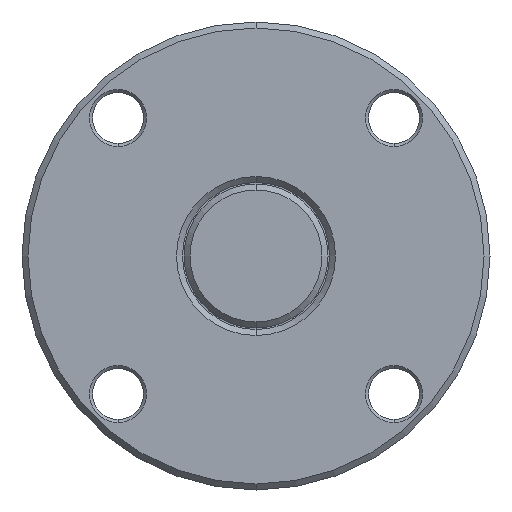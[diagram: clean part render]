
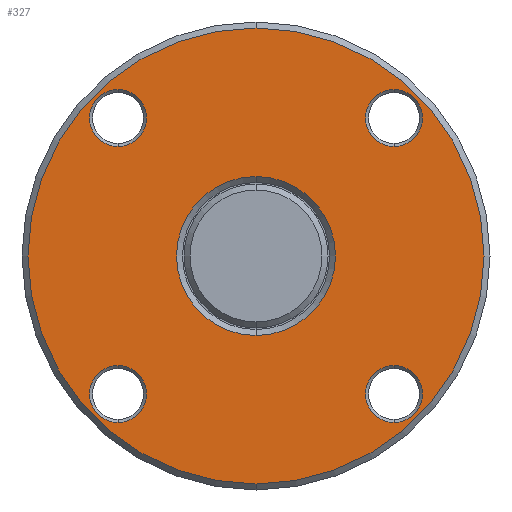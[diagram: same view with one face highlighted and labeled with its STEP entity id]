
A CAD part, front view. The second image highlights one B-rep face of the part: STEP entity #327.
In plain terms, the highlighted planar face has unit normal (0, -1, 0).
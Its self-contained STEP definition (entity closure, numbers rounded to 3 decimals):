
#28 = CIRCLE ( 'NONE', #8000, 4.75 ) ;
#239 = AXIS2_PLACEMENT_3D ( 'NONE', #1635, #7571, #2481 ) ;
#282 = CIRCLE ( 'NONE', #7090, 38. ) ;
#327 = ADVANCED_FACE ( 'NONE', ( #1267, #10033, #10310, #3525, #7768, #5511 ), #1661, .F. ) ;
#572 = DIRECTION ( 'NONE',  ( 0., 1., 0. ) ) ;
#611 = VERTEX_POINT ( 'NONE', #4658 ) ;
#614 = CARTESIAN_POINT ( 'NONE',  ( -23., 0., -18.25 ) ) ;
#688 = DIRECTION ( 'NONE',  ( 0., 0., 1. ) ) ;
#692 = EDGE_CURVE ( 'NONE', #9422, #3487, #8179, .T. ) ;
#735 = CARTESIAN_POINT ( 'NONE',  ( -23., 0., 27.75 ) ) ;
#1021 = ORIENTED_EDGE ( 'NONE', *, *, #10136, .T. ) ;
#1142 = DIRECTION ( 'NONE',  ( 0., 1., 0. ) ) ;
#1267 = FACE_BOUND ( 'NONE', #3715, .T. ) ;
#1372 = DIRECTION ( 'NONE',  ( 0., 1., 0. ) ) ;
#1511 = EDGE_CURVE ( 'NONE', #2655, #5477, #2697, .T. ) ;
#1531 = EDGE_LOOP ( 'NONE', ( #7595, #8604 ) ) ;
#1576 = ORIENTED_EDGE ( 'NONE', *, *, #7766, .T. ) ;
#1621 = CARTESIAN_POINT ( 'NONE',  ( 0., 0., 0. ) ) ;
#1632 = CIRCLE ( 'NONE', #7472, 4.75 ) ;
#1635 = CARTESIAN_POINT ( 'NONE',  ( 0., 0., 0. ) ) ;
#1661 = PLANE ( 'NONE',  #10404 ) ;
#1736 = VERTEX_POINT ( 'NONE', #5831 ) ;
#1739 = EDGE_CURVE ( 'NONE', #611, #8825, #1632, .T. ) ;
#2086 = AXIS2_PLACEMENT_3D ( 'NONE', #10882, #5775, #688 ) ;
#2105 = CIRCLE ( 'NONE', #7370, 4.75 ) ;
#2350 = AXIS2_PLACEMENT_3D ( 'NONE', #7309, #3606, #8385 ) ;
#2370 = EDGE_LOOP ( 'NONE', ( #10661, #8505 ) ) ;
#2374 = CARTESIAN_POINT ( 'NONE',  ( -23., 0., -27.75 ) ) ;
#2446 = CARTESIAN_POINT ( 'NONE',  ( 23., 0., -23. ) ) ;
#2465 = DIRECTION ( 'NONE',  ( 0., 0., 1. ) ) ;
#2469 = DIRECTION ( 'NONE',  ( 0., 1., 0. ) ) ;
#2481 = DIRECTION ( 'NONE',  ( 0., 0., 1. ) ) ;
#2508 = EDGE_LOOP ( 'NONE', ( #8075, #9175 ) ) ;
#2541 = CIRCLE ( 'NONE', #2791, 4.75 ) ;
#2545 = DIRECTION ( 'NONE',  ( 0., 0., 1. ) ) ;
#2655 = VERTEX_POINT ( 'NONE', #5067 ) ;
#2677 = ORIENTED_EDGE ( 'NONE', *, *, #3594, .T. ) ;
#2697 = CIRCLE ( 'NONE', #2350, 13.25 ) ;
#2737 = EDGE_LOOP ( 'NONE', ( #7052, #1576 ) ) ;
#2791 = AXIS2_PLACEMENT_3D ( 'NONE', #9867, #4748, #10718 ) ;
#3009 = CARTESIAN_POINT ( 'NONE',  ( -23., 0., -23. ) ) ;
#3307 = DIRECTION ( 'NONE',  ( 0., 0., 1. ) ) ;
#3487 = VERTEX_POINT ( 'NONE', #2374 ) ;
#3525 = FACE_BOUND ( 'NONE', #2370, .T. ) ;
#3594 = EDGE_CURVE ( 'NONE', #5958, #5516, #28, .T. ) ;
#3606 = DIRECTION ( 'NONE',  ( 0., 1., 0. ) ) ;
#3638 = CIRCLE ( 'NONE', #7540, 4.75 ) ;
#3715 = EDGE_LOOP ( 'NONE', ( #2677, #1021 ) ) ;
#3881 = EDGE_CURVE ( 'NONE', #3487, #9422, #7112, .T. ) ;
#3938 = AXIS2_PLACEMENT_3D ( 'NONE', #3939, #9900, #4784 ) ;
#3939 = CARTESIAN_POINT ( 'NONE',  ( 0., 0., 0. ) ) ;
#4124 = CARTESIAN_POINT ( 'NONE',  ( -23., 0., 23. ) ) ;
#4480 = AXIS2_PLACEMENT_3D ( 'NONE', #3009, #2469, #7874 ) ;
#4569 = ORIENTED_EDGE ( 'NONE', *, *, #692, .T. ) ;
#4658 = CARTESIAN_POINT ( 'NONE',  ( 23., 0., -18.25 ) ) ;
#4748 = DIRECTION ( 'NONE',  ( 0., 1., 0. ) ) ;
#4784 = DIRECTION ( 'NONE',  ( 0., 0., 1. ) ) ;
#4814 = CARTESIAN_POINT ( 'NONE',  ( 23., 0., 23. ) ) ;
#4854 = CARTESIAN_POINT ( 'NONE',  ( -12.25, 0., 0. ) ) ;
#4857 = AXIS2_PLACEMENT_3D ( 'NONE', #4814, #10781, #5671 ) ;
#4869 = EDGE_CURVE ( 'NONE', #8825, #611, #3638, .T. ) ;
#4973 = DIRECTION ( 'NONE',  ( 0., 0., 1. ) ) ;
#5067 = CARTESIAN_POINT ( 'NONE',  ( 0., 0., 13.25 ) ) ;
#5236 = EDGE_CURVE ( 'NONE', #1736, #7539, #2541, .T. ) ;
#5270 = EDGE_CURVE ( 'NONE', #10240, #7712, #9101, .T. ) ;
#5418 = CARTESIAN_POINT ( 'NONE',  ( 23., 0., -27.75 ) ) ;
#5476 = CIRCLE ( 'NONE', #239, 13.25 ) ;
#5477 = VERTEX_POINT ( 'NONE', #10930 ) ;
#5511 = FACE_OUTER_BOUND ( 'NONE', #2737, .T. ) ;
#5516 = VERTEX_POINT ( 'NONE', #735 ) ;
#5660 = CARTESIAN_POINT ( 'NONE',  ( 23., 0., -23. ) ) ;
#5671 = DIRECTION ( 'NONE',  ( 0., 0., 1. ) ) ;
#5775 = DIRECTION ( 'NONE',  ( 0., 1., 0. ) ) ;
#5831 = CARTESIAN_POINT ( 'NONE',  ( 23., 0., 27.75 ) ) ;
#5854 = EDGE_CURVE ( 'NONE', #7539, #1736, #7736, .T. ) ;
#5932 = CARTESIAN_POINT ( 'NONE',  ( 23., 0., 18.25 ) ) ;
#5958 = VERTEX_POINT ( 'NONE', #9954 ) ;
#6383 = EDGE_LOOP ( 'NONE', ( #6827, #4569 ) ) ;
#6470 = CARTESIAN_POINT ( 'NONE',  ( -23., 0., 23. ) ) ;
#6526 = DIRECTION ( 'NONE',  ( 0., 0., 1. ) ) ;
#6827 = ORIENTED_EDGE ( 'NONE', *, *, #3881, .T. ) ;
#7052 = ORIENTED_EDGE ( 'NONE', *, *, #5270, .T. ) ;
#7090 = AXIS2_PLACEMENT_3D ( 'NONE', #1621, #7557, #2465 ) ;
#7112 = CIRCLE ( 'NONE', #2086, 4.75 ) ;
#7309 = CARTESIAN_POINT ( 'NONE',  ( 0., 0., 0. ) ) ;
#7317 = DIRECTION ( 'NONE',  ( 0., 0., 1. ) ) ;
#7370 = AXIS2_PLACEMENT_3D ( 'NONE', #6470, #1372, #7317 ) ;
#7470 = EDGE_CURVE ( 'NONE', #5477, #2655, #5476, .T. ) ;
#7472 = AXIS2_PLACEMENT_3D ( 'NONE', #2446, #8406, #3307 ) ;
#7539 = VERTEX_POINT ( 'NONE', #5932 ) ;
#7540 = AXIS2_PLACEMENT_3D ( 'NONE', #5660, #572, #6526 ) ;
#7557 = DIRECTION ( 'NONE',  ( 0., -1., 0. ) ) ;
#7571 = DIRECTION ( 'NONE',  ( 0., 1., 0. ) ) ;
#7595 = ORIENTED_EDGE ( 'NONE', *, *, #7470, .T. ) ;
#7712 = VERTEX_POINT ( 'NONE', #8398 ) ;
#7736 = CIRCLE ( 'NONE', #4857, 4.75 ) ;
#7766 = EDGE_CURVE ( 'NONE', #7712, #10240, #282, .T. ) ;
#7768 = FACE_BOUND ( 'NONE', #1531, .T. ) ;
#7874 = DIRECTION ( 'NONE',  ( 0., 0., 1. ) ) ;
#8000 = AXIS2_PLACEMENT_3D ( 'NONE', #4124, #10075, #4973 ) ;
#8075 = ORIENTED_EDGE ( 'NONE', *, *, #4869, .T. ) ;
#8179 = CIRCLE ( 'NONE', #4480, 4.75 ) ;
#8212 = CARTESIAN_POINT ( 'NONE',  ( 0., 0., 38. ) ) ;
#8385 = DIRECTION ( 'NONE',  ( 0., 0., 1. ) ) ;
#8398 = CARTESIAN_POINT ( 'NONE',  ( 0., 0., -38. ) ) ;
#8406 = DIRECTION ( 'NONE',  ( 0., 1., 0. ) ) ;
#8505 = ORIENTED_EDGE ( 'NONE', *, *, #5236, .T. ) ;
#8604 = ORIENTED_EDGE ( 'NONE', *, *, #1511, .T. ) ;
#8825 = VERTEX_POINT ( 'NONE', #5418 ) ;
#9101 = CIRCLE ( 'NONE', #3938, 38. ) ;
#9175 = ORIENTED_EDGE ( 'NONE', *, *, #1739, .T. ) ;
#9422 = VERTEX_POINT ( 'NONE', #614 ) ;
#9867 = CARTESIAN_POINT ( 'NONE',  ( 23., 0., 23. ) ) ;
#9900 = DIRECTION ( 'NONE',  ( 0., -1., 0. ) ) ;
#9954 = CARTESIAN_POINT ( 'NONE',  ( -23., 0., 18.25 ) ) ;
#10033 = FACE_BOUND ( 'NONE', #6383, .T. ) ;
#10075 = DIRECTION ( 'NONE',  ( 0., 1., 0. ) ) ;
#10136 = EDGE_CURVE ( 'NONE', #5516, #5958, #2105, .T. ) ;
#10240 = VERTEX_POINT ( 'NONE', #8212 ) ;
#10310 = FACE_BOUND ( 'NONE', #2508, .T. ) ;
#10404 = AXIS2_PLACEMENT_3D ( 'NONE', #4854, #1142, #2545 ) ;
#10661 = ORIENTED_EDGE ( 'NONE', *, *, #5854, .T. ) ;
#10718 = DIRECTION ( 'NONE',  ( 0., 0., 1. ) ) ;
#10781 = DIRECTION ( 'NONE',  ( 0., 1., 0. ) ) ;
#10882 = CARTESIAN_POINT ( 'NONE',  ( -23., 0., -23. ) ) ;
#10930 = CARTESIAN_POINT ( 'NONE',  ( 0., 0., -13.25 ) ) ;
